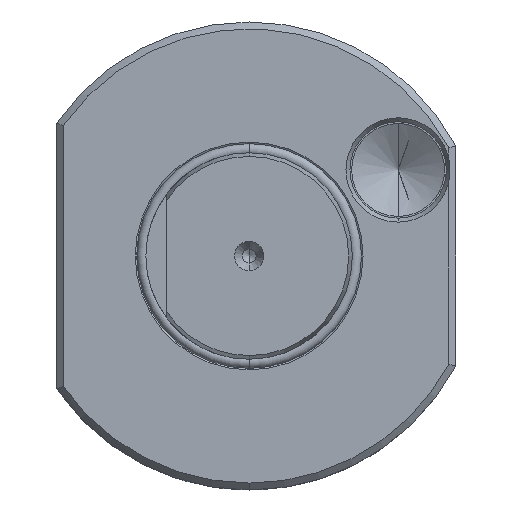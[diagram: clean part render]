
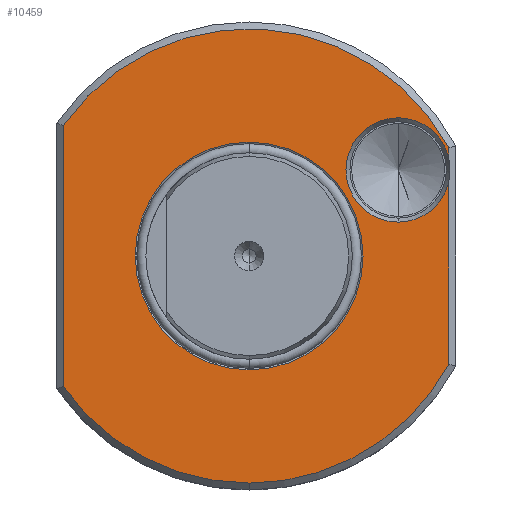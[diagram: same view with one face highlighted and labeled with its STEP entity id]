
A CAD part, left-side view. The second image highlights one B-rep face of the part: STEP entity #10459.
In plain terms, the highlighted planar face has unit normal (-1, 0, 0).
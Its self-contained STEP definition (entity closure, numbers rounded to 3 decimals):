
#5674 = CARTESIAN_POINT ( 'NONE',  ( 55., 0., 0. ) ) ;
#5680 = DIRECTION ( 'NONE',  ( 0., 0., -1. ) ) ;
#5701 = CARTESIAN_POINT ( 'NONE',  ( 55., -21.651, 12.5 ) ) ;
#5705 = DIRECTION ( 'NONE',  ( -1., 0., 0. ) ) ;
#5722 = DIRECTION ( 'NONE',  ( 1., 0., 0. ) ) ;
#5764 = DIRECTION ( 'NONE',  ( 0., 0., -1. ) ) ;
#10158 = EDGE_CURVE ( 'NONE', #11165, #11161, #17644, .T. ) ;
#10165 = EDGE_CURVE ( 'NONE', #11148, #11114, #17636, .T. ) ;
#10262 = AXIS2_PLACEMENT_3D ( 'NONE', #5674, #5705, #5764 ) ;
#10271 = AXIS2_PLACEMENT_3D ( 'NONE', #5701, #5722, #5680 ) ;
#10459 = ADVANCED_FACE ( 'NONE', ( #17888, #17916 ), #13923, .F. ) ;
#10774 = EDGE_LOOP ( 'NONE', ( #11483, #11454, #11405, #11481, #11475, #11428, #11446, #11465, #11426 ) ) ;
#10791 = EDGE_LOOP ( 'NONE', ( #11409, #11440 ) ) ;
#10962 = VERTEX_POINT ( 'NONE', #14024 ) ;
#10976 = VERTEX_POINT ( 'NONE', #14074 ) ;
#11010 = VERTEX_POINT ( 'NONE', #14085 ) ;
#11114 = VERTEX_POINT ( 'NONE', #14208 ) ;
#11123 = VERTEX_POINT ( 'NONE', #14170 ) ;
#11127 = VERTEX_POINT ( 'NONE', #14264 ) ;
#11148 = VERTEX_POINT ( 'NONE', #14219 ) ;
#11161 = VERTEX_POINT ( 'NONE', #14252 ) ;
#11165 = VERTEX_POINT ( 'NONE', #14260 ) ;
#11196 = VERTEX_POINT ( 'NONE', #14214 ) ;
#11214 = VERTEX_POINT ( 'NONE', #14220 ) ;
#11405 = ORIENTED_EDGE ( 'NONE', *, *, #13123, .T. ) ;
#11409 = ORIENTED_EDGE ( 'NONE', *, *, #13116, .F. ) ;
#11426 = ORIENTED_EDGE ( 'NONE', *, *, #13337, .T. ) ;
#11428 = ORIENTED_EDGE ( 'NONE', *, *, #10158, .T. ) ;
#11440 = ORIENTED_EDGE ( 'NONE', *, *, #13171, .F. ) ;
#11446 = ORIENTED_EDGE ( 'NONE', *, *, #13339, .T. ) ;
#11454 = ORIENTED_EDGE ( 'NONE', *, *, #10165, .T. ) ;
#11465 = ORIENTED_EDGE ( 'NONE', *, *, #13112, .T. ) ;
#11475 = ORIENTED_EDGE ( 'NONE', *, *, #13345, .T. ) ;
#11481 = ORIENTED_EDGE ( 'NONE', *, *, #13180, .T. ) ;
#11483 = ORIENTED_EDGE ( 'NONE', *, *, #13114, .T. ) ;
#12873 = DIRECTION ( 'NONE',  ( 1., 0., 0. ) ) ;
#12888 = CARTESIAN_POINT ( 'NONE',  ( 55., -21.651, 12.5 ) ) ;
#12908 = DIRECTION ( 'NONE',  ( 0., 0., -1. ) ) ;
#13112 = EDGE_CURVE ( 'NONE', #11010, #10976, #17885, .T. ) ;
#13114 = EDGE_CURVE ( 'NONE', #10962, #11148, #17886, .T. ) ;
#13116 = EDGE_CURVE ( 'NONE', #11214, #11196, #17907, .T. ) ;
#13123 = EDGE_CURVE ( 'NONE', #11114, #11123, #17932, .T. ) ;
#13171 = EDGE_CURVE ( 'NONE', #11196, #11214, #17997, .T. ) ;
#13180 = EDGE_CURVE ( 'NONE', #11123, #11127, #18028, .T. ) ;
#13337 = EDGE_CURVE ( 'NONE', #10976, #10962, #15725, .T. ) ;
#13339 = EDGE_CURVE ( 'NONE', #11161, #11010, #15637, .T. ) ;
#13345 = EDGE_CURVE ( 'NONE', #11127, #11165, #15709, .T. ) ;
#13441 = DIRECTION ( 'NONE',  ( 0., 0., 1. ) ) ;
#13442 = CARTESIAN_POINT ( 'NONE',  ( 55., 0., 0. ) ) ;
#13446 = DIRECTION ( 'NONE',  ( -1., 0., 0. ) ) ;
#13506 = CARTESIAN_POINT ( 'NONE',  ( 55., -21.651, 12.5 ) ) ;
#13507 = DIRECTION ( 'NONE',  ( 0., 0., -1. ) ) ;
#13513 = DIRECTION ( 'NONE',  ( 1., 0., 0. ) ) ;
#13923 = PLANE ( 'NONE',  #22272 ) ;
#13931 = DIRECTION ( 'NONE',  ( 1., 0., 0. ) ) ;
#13934 = DIRECTION ( 'NONE',  ( 0., 0., -1. ) ) ;
#13958 = CARTESIAN_POINT ( 'NONE',  ( 55., 16.55, 0. ) ) ;
#14024 = CARTESIAN_POINT ( 'NONE',  ( 55., 27., -18.974 ) ) ;
#14074 = CARTESIAN_POINT ( 'NONE',  ( 55., 27., 18.974 ) ) ;
#14085 = CARTESIAN_POINT ( 'NONE',  ( 55., -29., 15.748 ) ) ;
#14170 = CARTESIAN_POINT ( 'NONE',  ( 55., -29., 10.655 ) ) ;
#14208 = CARTESIAN_POINT ( 'NONE',  ( 55., -29., -15.748 ) ) ;
#14214 = CARTESIAN_POINT ( 'NONE',  ( 55., 0., -16.55 ) ) ;
#14219 = CARTESIAN_POINT ( 'NONE',  ( 55., 0., -33. ) ) ;
#14220 = CARTESIAN_POINT ( 'NONE',  ( 55., 0., 16.55 ) ) ;
#14252 = CARTESIAN_POINT ( 'NONE',  ( 55., -29., 14.345 ) ) ;
#14260 = CARTESIAN_POINT ( 'NONE',  ( 55., -21.651, 20.077 ) ) ;
#14264 = CARTESIAN_POINT ( 'NONE',  ( 55., -21.651, 4.923 ) ) ;
#14276 = CARTESIAN_POINT ( 'NONE',  ( 55., 0., 0. ) ) ;
#14291 = DIRECTION ( 'NONE',  ( 0., 0., 1. ) ) ;
#14299 = DIRECTION ( 'NONE',  ( -1., 0., 0. ) ) ;
#14303 = DIRECTION ( 'NONE',  ( 0., 0., -1. ) ) ;
#14307 = DIRECTION ( 'NONE',  ( -1., 0., 0. ) ) ;
#14315 = DIRECTION ( 'NONE',  ( 0., 0., -1. ) ) ;
#14316 = CARTESIAN_POINT ( 'NONE',  ( 55., 0., 0. ) ) ;
#14318 = CARTESIAN_POINT ( 'NONE',  ( 55., 0., 0. ) ) ;
#14320 = DIRECTION ( 'NONE',  ( -1., 0., 0. ) ) ;
#14326 = CARTESIAN_POINT ( 'NONE',  ( 55., -29., 16. ) ) ;
#14327 = DIRECTION ( 'NONE',  ( 0., 0., 1. ) ) ;
#15237 = DIRECTION ( 'NONE',  ( 0., 0., -1. ) ) ;
#15239 = CARTESIAN_POINT ( 'NONE',  ( 55., -29., 16. ) ) ;
#15255 = CARTESIAN_POINT ( 'NONE',  ( 55., 27., -19.287 ) ) ;
#15274 = DIRECTION ( 'NONE',  ( 0., 0., 1. ) ) ;
#15637 = LINE ( 'NONE', #15239, #15707 ) ;
#15707 = VECTOR ( 'NONE', #15274, 1000. ) ;
#15709 = CIRCLE ( 'NONE', #22315, 7.577 ) ;
#15715 = VECTOR ( 'NONE', #15237, 1000. ) ;
#15725 = LINE ( 'NONE', #15255, #15715 ) ;
#17636 = CIRCLE ( 'NONE', #10262, 33. ) ;
#17644 = CIRCLE ( 'NONE', #10271, 7.577 ) ;
#17885 = CIRCLE ( 'NONE', #22252, 33. ) ;
#17886 = CIRCLE ( 'NONE', #22263, 33. ) ;
#17888 = FACE_OUTER_BOUND ( 'NONE', #10774, .T. ) ;
#17907 = CIRCLE ( 'NONE', #22289, 16.55 ) ;
#17916 = FACE_BOUND ( 'NONE', #10791, .T. ) ;
#17932 = LINE ( 'NONE', #14326, #17966 ) ;
#17966 = VECTOR ( 'NONE', #14327, 1000. ) ;
#17997 = CIRCLE ( 'NONE', #22275, 16.55 ) ;
#18028 = CIRCLE ( 'NONE', #22297, 7.577 ) ;
#22252 = AXIS2_PLACEMENT_3D ( 'NONE', #14316, #14307, #14315 ) ;
#22263 = AXIS2_PLACEMENT_3D ( 'NONE', #14276, #14299, #14303 ) ;
#22272 = AXIS2_PLACEMENT_3D ( 'NONE', #13958, #13931, #13934 ) ;
#22275 = AXIS2_PLACEMENT_3D ( 'NONE', #13442, #13446, #13441 ) ;
#22289 = AXIS2_PLACEMENT_3D ( 'NONE', #14318, #14320, #14291 ) ;
#22297 = AXIS2_PLACEMENT_3D ( 'NONE', #13506, #13513, #13507 ) ;
#22315 = AXIS2_PLACEMENT_3D ( 'NONE', #12888, #12873, #12908 ) ;
